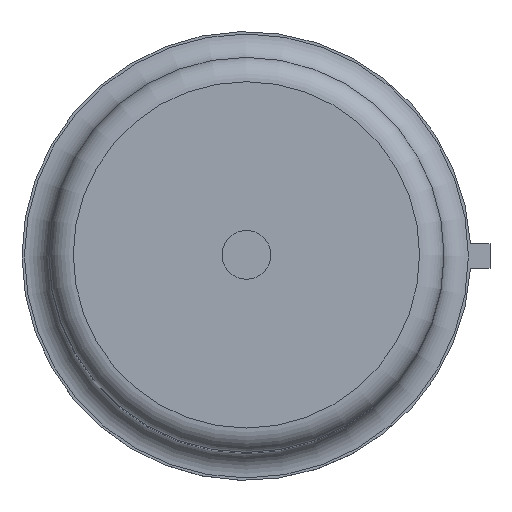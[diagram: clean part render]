
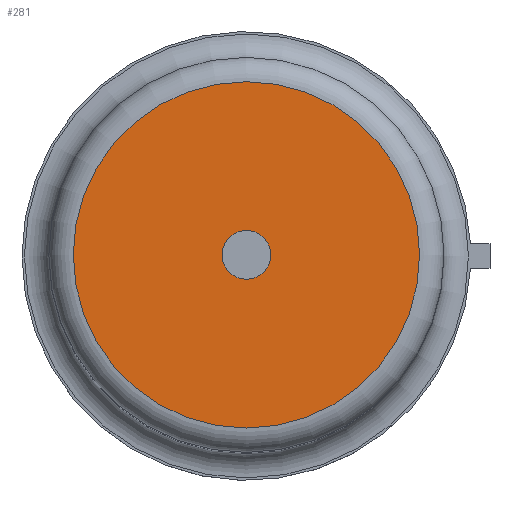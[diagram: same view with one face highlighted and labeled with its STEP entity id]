
A CAD part, top view. The second image highlights one B-rep face of the part: STEP entity #281.
In plain terms, the highlighted planar face has unit normal (0, 0, 1).
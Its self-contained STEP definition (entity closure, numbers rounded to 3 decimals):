
#15=FACE_BOUND('',#65,.T.);
#27=PLANE('',#329);
#44=FACE_OUTER_BOUND('',#64,.T.);
#64=EDGE_LOOP('',(#223));
#65=EDGE_LOOP('',(#224));
#120=CIRCLE('',#322,3.55);
#126=CIRCLE('',#330,0.5);
#140=VERTEX_POINT('',#473);
#145=VERTEX_POINT('',#487);
#168=EDGE_CURVE('',#140,#140,#120,.T.);
#175=EDGE_CURVE('',#145,#145,#126,.T.);
#223=ORIENTED_EDGE('',*,*,#168,.F.);
#224=ORIENTED_EDGE('',*,*,#175,.F.);
#281=ADVANCED_FACE('',(#44,#15),#27,.T.);
#322=AXIS2_PLACEMENT_3D('',#474,#385,#386);
#329=AXIS2_PLACEMENT_3D('',#486,#400,#401);
#330=AXIS2_PLACEMENT_3D('',#488,#402,#403);
#385=DIRECTION('center_axis',(0.,0.,-1.));
#386=DIRECTION('ref_axis',(0.,1.,0.));
#400=DIRECTION('center_axis',(0.,0.,1.));
#401=DIRECTION('ref_axis',(1.,0.,0.));
#402=DIRECTION('center_axis',(0.,0.,1.));
#403=DIRECTION('ref_axis',(1.,0.,0.));
#473=CARTESIAN_POINT('',(-3.55,0.,13.5));
#474=CARTESIAN_POINT('Origin',(0.,0.,13.5));
#486=CARTESIAN_POINT('Origin',(0.,-0.5,13.5));
#487=CARTESIAN_POINT('',(0.,0.5,13.5));
#488=CARTESIAN_POINT('Origin',(0.,0.,13.5));
